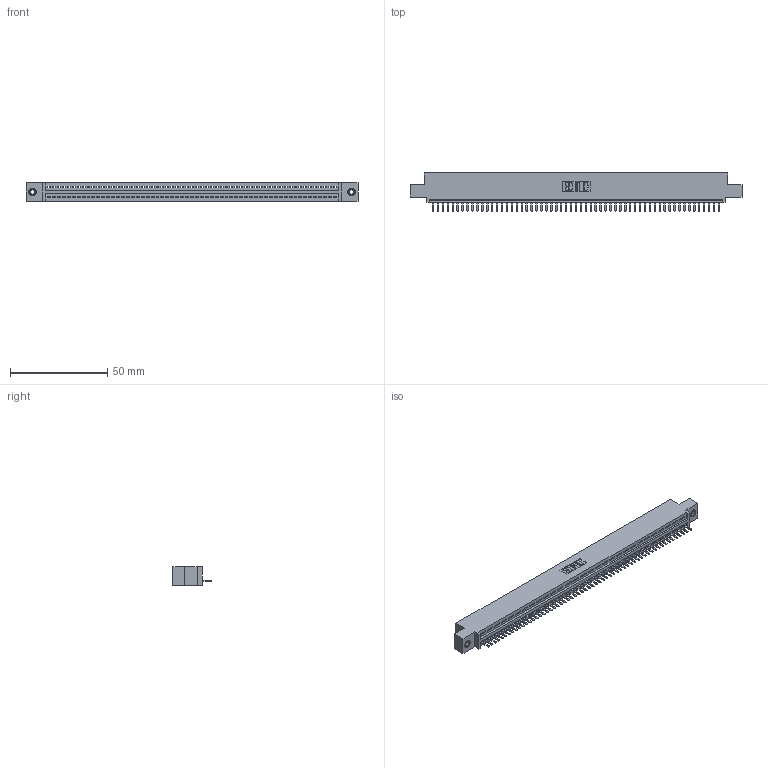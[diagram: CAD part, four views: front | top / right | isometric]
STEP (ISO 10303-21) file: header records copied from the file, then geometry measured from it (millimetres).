
FILE_DESCRIPTION (( 'STEP AP203' ), '1' );
FILE_NAME ('345-059-520-408.STEP', '2019-10-10T18:53:38', ( '' ), ( '' ), 'SwSTEP 2.0', 'SolidWorks 2016', '' );
FILE_SCHEMA (( 'CONFIG_CONTROL_DESIGN' ));
Length unit declared in the file: inch
Products named in the file (4): 345-292-001_345-293-120; 345 Part_0.110 Offset - 0.156 Dia-TI; 345-250-001_345-250-003-102; 345-059-520-408
Assembly tree (62 placements, depth 2):
  345-059-520-408
    345 Part_0.110 Offset - 0.156 Dia-TI
    345-292-001_345-293-120  x59
    345-250-001_345-250-003-102  x2
Bounding box: 171.07 x 19.68 x 9.4 mm (x, y, z)
Volume: 16138 mm3; surface area: 21222.8 mm2
Topology: 62 solids, 62 shells, 3848 faces, 11345 edges, 7398 vertices
Faces by surface type: plane 2594, cylinder 1238, cone 12, torus 4
Entity records: 43548 total; most frequent: CARTESIAN_POINT 7536, ORIENTED_EDGE 7510, DIRECTION 6571, EDGE_CURVE 3755, VECTOR 3363, LINE 3363, VERTEX_POINT 2496, AXIS2_PLACEMENT_3D 1604
